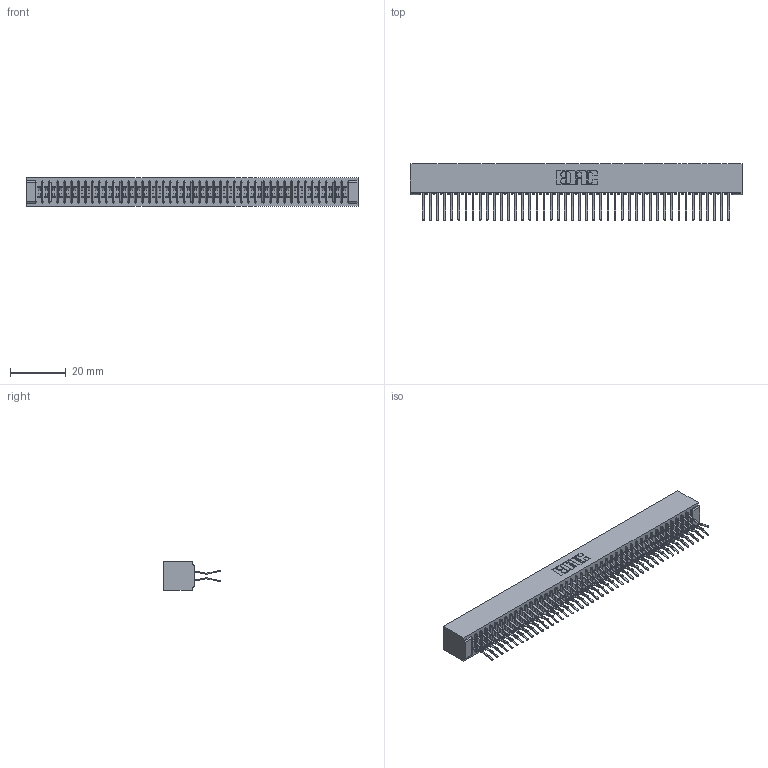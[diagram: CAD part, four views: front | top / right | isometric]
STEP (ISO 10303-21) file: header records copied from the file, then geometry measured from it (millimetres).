
FILE_DESCRIPTION (( 'STEP AP203' ), '1' );
FILE_NAME ('341-088-560-201.STEP', '2018-08-07T23:49:05', ( '' ), ( '' ), 'SwSTEP 2.0', 'SolidWorks 2016', '' );
FILE_SCHEMA (( 'CONFIG_CONTROL_DESIGN' ));
Length unit declared in the file: inch
Products named in the file (3): 341 Part_No Mounting Lugs; 341-292-001_341-292-160; 341-088-560-201
Assembly tree (89 placements, depth 2):
  341-088-560-201
    341 Part_No Mounting Lugs
    341-292-001_341-292-160  x88
Bounding box: 118.75 x 20.37 x 10.16 mm (x, y, z)
Volume: 9093.7 mm3; surface area: 17519.2 mm2
Topology: 89 solids, 89 shells, 6268 faces, 18200 edges, 11806 vertices
Faces by surface type: plane 3584, cylinder 2508, sphere 90, torus 86
Entity records: 52845 total; most frequent: CARTESIAN_POINT 8784, ORIENTED_EDGE 8728, DIRECTION 8526, EDGE_CURVE 4364, VECTOR 3526, LINE 3526, VERTEX_POINT 2758, AXIS2_PLACEMENT_3D 2500
